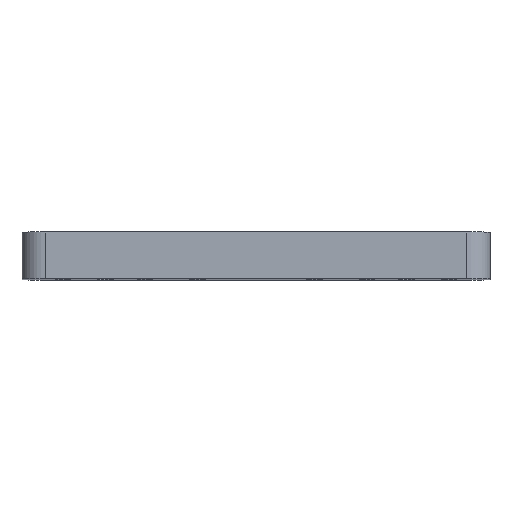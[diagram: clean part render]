
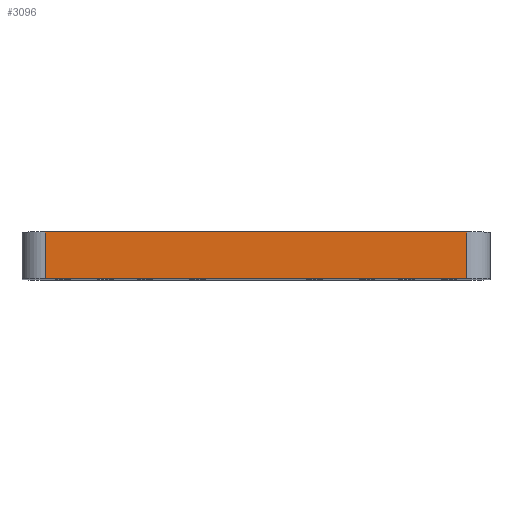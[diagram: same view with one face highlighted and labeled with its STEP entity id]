
A CAD part, top view. The second image highlights one B-rep face of the part: STEP entity #3096.
In plain terms, the highlighted planar face has unit normal (0, 0, 1).
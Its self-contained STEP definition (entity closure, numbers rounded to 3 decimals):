
#104 = LINE ( 'NONE', #3910, #3473 ) ;
#159 = VERTEX_POINT ( 'NONE', #1215 ) ;
#403 = FACE_OUTER_BOUND ( 'NONE', #859, .T. ) ;
#462 = DIRECTION ( 'NONE',  ( 1., 0., 0. ) ) ;
#537 = CARTESIAN_POINT ( 'NONE',  ( 90., 20., 150. ) ) ;
#705 = CARTESIAN_POINT ( 'NONE',  ( -90., 0., 150. ) ) ;
#712 = VERTEX_POINT ( 'NONE', #1962 ) ;
#780 = LINE ( 'NONE', #537, #1334 ) ;
#859 = EDGE_LOOP ( 'NONE', ( #2591, #1829, #2362, #3936 ) ) ;
#944 = EDGE_CURVE ( 'NONE', #1524, #712, #3168, .T. ) ;
#1081 = CARTESIAN_POINT ( 'NONE',  ( 100., 0., 150. ) ) ;
#1196 = EDGE_CURVE ( 'NONE', #712, #3625, #780, .T. ) ;
#1200 = CARTESIAN_POINT ( 'NONE',  ( 100., 20., 150. ) ) ;
#1215 = CARTESIAN_POINT ( 'NONE',  ( -90., 20., 150. ) ) ;
#1240 = VECTOR ( 'NONE', #462, 1000. ) ;
#1334 = VECTOR ( 'NONE', #3528, 1000. ) ;
#1524 = VERTEX_POINT ( 'NONE', #705 ) ;
#1548 = DIRECTION ( 'NONE',  ( -1., 0., 0. ) ) ;
#1553 = AXIS2_PLACEMENT_3D ( 'NONE', #1200, #2899, #1548 ) ;
#1772 = EDGE_CURVE ( 'NONE', #159, #3625, #104, .T. ) ;
#1829 = ORIENTED_EDGE ( 'NONE', *, *, #1927, .T. ) ;
#1893 = PLANE ( 'NONE',  #1553 ) ;
#1927 = EDGE_CURVE ( 'NONE', #159, #1524, #3258, .T. ) ;
#1944 = VECTOR ( 'NONE', #3624, 1000. ) ;
#1962 = CARTESIAN_POINT ( 'NONE',  ( 90., 0., 150. ) ) ;
#2362 = ORIENTED_EDGE ( 'NONE', *, *, #944, .T. ) ;
#2591 = ORIENTED_EDGE ( 'NONE', *, *, #1772, .F. ) ;
#2611 = CARTESIAN_POINT ( 'NONE',  ( 90., 20., 150. ) ) ;
#2899 = DIRECTION ( 'NONE',  ( 0., 0., -1. ) ) ;
#3096 = ADVANCED_FACE ( 'NONE', ( #403 ), #1893, .F. ) ;
#3168 = LINE ( 'NONE', #1081, #1240 ) ;
#3258 = LINE ( 'NONE', #3999, #1944 ) ;
#3473 = VECTOR ( 'NONE', #3537, 1000. ) ;
#3528 = DIRECTION ( 'NONE',  ( 0., 1., 0. ) ) ;
#3537 = DIRECTION ( 'NONE',  ( 1., 0., 0. ) ) ;
#3624 = DIRECTION ( 'NONE',  ( 0., -1., 0. ) ) ;
#3625 = VERTEX_POINT ( 'NONE', #2611 ) ;
#3910 = CARTESIAN_POINT ( 'NONE',  ( 100., 20., 150. ) ) ;
#3936 = ORIENTED_EDGE ( 'NONE', *, *, #1196, .T. ) ;
#3999 = CARTESIAN_POINT ( 'NONE',  ( -90., 20., 150. ) ) ;
